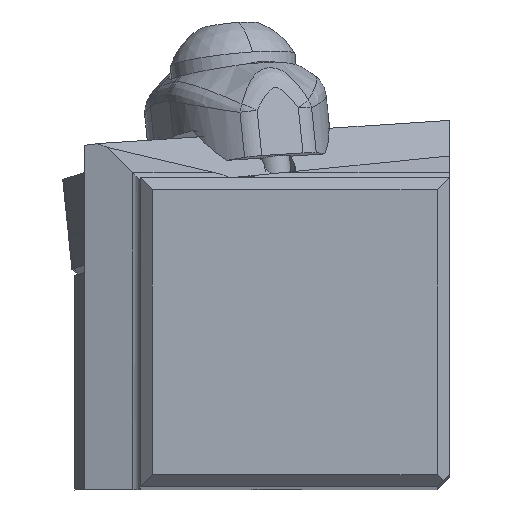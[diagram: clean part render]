
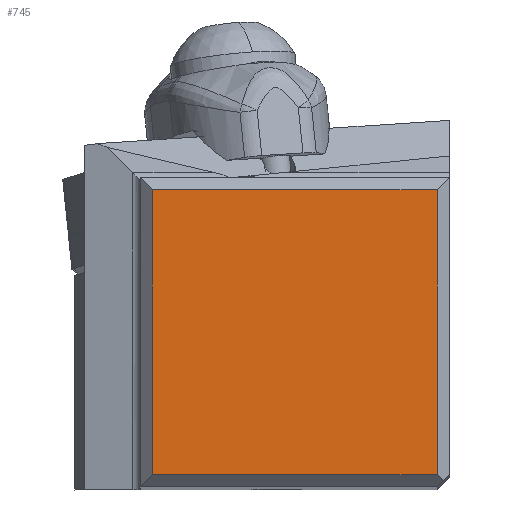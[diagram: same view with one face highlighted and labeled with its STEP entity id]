
A CAD part, top view. The second image highlights one B-rep face of the part: STEP entity #745.
In plain terms, the highlighted planar face has unit normal (0, 0, 1).
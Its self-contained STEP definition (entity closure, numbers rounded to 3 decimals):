
#492=FACE_OUTER_BOUND('',#1110,.T.);
#745=ADVANCED_FACE('',(#492),#998,.T.);
#998=PLANE('',#5098);
#1110=EDGE_LOOP('',(#1553,#1554,#1555,#1556));
#1553=ORIENTED_EDGE('',*,*,#3503,.T.);
#1554=ORIENTED_EDGE('',*,*,#3508,.T.);
#1555=ORIENTED_EDGE('',*,*,#3509,.T.);
#1556=ORIENTED_EDGE('',*,*,#3507,.F.);
#2969=VERTEX_POINT('',#7093);
#2970=VERTEX_POINT('',#7095);
#2971=VERTEX_POINT('',#7099);
#2973=VERTEX_POINT('',#7105);
#3503=EDGE_CURVE('',#2970,#2969,#4538,.T.);
#3507=EDGE_CURVE('',#2970,#2971,#4542,.T.);
#3508=EDGE_CURVE('',#2969,#2973,#4543,.T.);
#3509=EDGE_CURVE('',#2973,#2971,#4544,.T.);
#4538=LINE('',#7094,#4790);
#4542=LINE('',#7102,#4794);
#4543=LINE('',#7104,#4795);
#4544=LINE('',#7106,#4796);
#4790=VECTOR('',#5785,1.);
#4794=VECTOR('',#5791,1.);
#4795=VECTOR('',#5794,1.);
#4796=VECTOR('',#5795,1.);
#5098=AXIS2_PLACEMENT_3D('',#7107,#5796,#5797);
#5785=DIRECTION('',(1.,0.,0.));
#5791=DIRECTION('',(0.,1.,0.));
#5794=DIRECTION('',(0.,1.,0.));
#5795=DIRECTION('',(-1.,0.,0.));
#5796=DIRECTION('',(0.,0.,1.));
#5797=DIRECTION('',(-1.,0.,0.));
#7093=CARTESIAN_POINT('',(-1.,1.,0.));
#7094=CARTESIAN_POINT('',(-24.4,1.,0.));
#7095=CARTESIAN_POINT('',(-24.4,1.,0.));
#7099=CARTESIAN_POINT('',(-24.4,24.4,0.));
#7102=CARTESIAN_POINT('',(-24.4,1.,0.));
#7104=CARTESIAN_POINT('',(-1.,1.,0.));
#7105=CARTESIAN_POINT('',(-1.,24.4,0.));
#7106=CARTESIAN_POINT('',(-1.,24.4,0.));
#7107=CARTESIAN_POINT('',(-12.7,12.7,0.));
